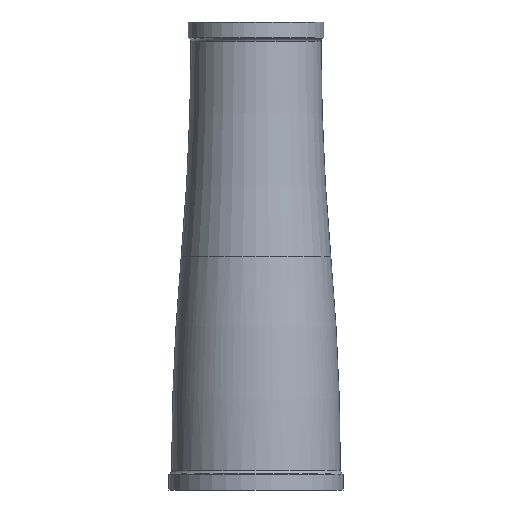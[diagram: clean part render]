
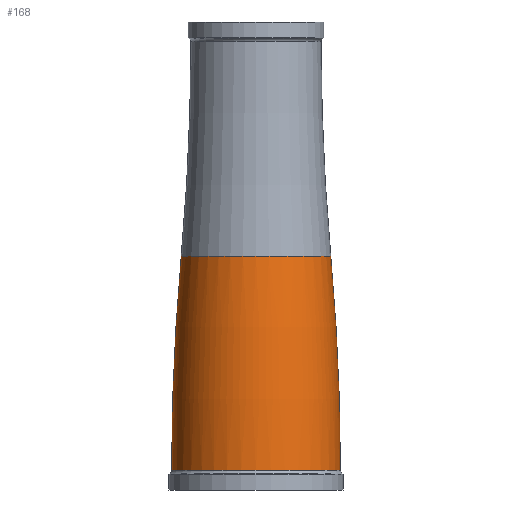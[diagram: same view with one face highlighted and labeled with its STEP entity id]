
A CAD part, left-side view. The second image highlights one B-rep face of the part: STEP entity #168.
In plain terms, the highlighted toroidal (fillet/blend) face has major radius 653.335 mm and minor radius 676.935 mm.
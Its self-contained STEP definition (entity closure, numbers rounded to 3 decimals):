
#31 = DIRECTION ( 'NONE',  ( -1., 0., 0. ) ) ;
#91 = DIRECTION ( 'NONE',  ( 0., 0., -1. ) ) ;
#136 = CARTESIAN_POINT ( 'NONE',  ( 0., 20.9, 0. ) ) ;
#140 = CARTESIAN_POINT ( 'NONE',  ( 0., 0., -60.4 ) ) ;
#160 = CIRCLE ( 'NONE', #794, 676.935 ) ;
#168 = ADVANCED_FACE ( 'NONE', ( #798 ), #598, .T. ) ;
#181 = DIRECTION ( 'NONE',  ( 0., 1., 0. ) ) ;
#337 = CARTESIAN_POINT ( 'NONE',  ( 0., 0., -59.901 ) ) ;
#343 = AXIS2_PLACEMENT_3D ( 'NONE', #926, #355, #181 ) ;
#355 = DIRECTION ( 'NONE',  ( 0., 0., -1. ) ) ;
#382 = EDGE_CURVE ( 'NONE', #727, #896, #524, .T. ) ;
#400 = VERTEX_POINT ( 'NONE', #760 ) ;
#474 = DIRECTION ( 'NONE',  ( 0., 0., -1. ) ) ;
#496 = CARTESIAN_POINT ( 'NONE',  ( 0., 653.335, -60.4 ) ) ;
#524 = CIRCLE ( 'NONE', #343, 20.9 ) ;
#525 = ORIENTED_EDGE ( 'NONE', *, *, #575, .T. ) ;
#575 = EDGE_CURVE ( 'NONE', #896, #400, #160, .T. ) ;
#585 = CARTESIAN_POINT ( 'NONE',  ( 0., -23.6, -59.901 ) ) ;
#598 = TOROIDAL_SURFACE ( 'NONE', #934, -653.335, 676.935 ) ;
#600 = CARTESIAN_POINT ( 'NONE',  ( 0., -20.9, 0. ) ) ;
#620 = EDGE_CURVE ( 'NONE', #727, #698, #773, .T. ) ;
#678 = DIRECTION ( 'NONE',  ( 1., 0., 0. ) ) ;
#697 = CARTESIAN_POINT ( 'NONE',  ( 0., -653.335, -60.4 ) ) ;
#698 = VERTEX_POINT ( 'NONE', #585 ) ;
#727 = VERTEX_POINT ( 'NONE', #600 ) ;
#760 = CARTESIAN_POINT ( 'NONE',  ( 0., 23.6, -59.901 ) ) ;
#773 = CIRCLE ( 'NONE', #913, 676.935 ) ;
#794 = AXIS2_PLACEMENT_3D ( 'NONE', #697, #31, #1031 ) ;
#798 = FACE_OUTER_BOUND ( 'NONE', #1079, .T. ) ;
#834 = ORIENTED_EDGE ( 'NONE', *, *, #620, .F. ) ;
#881 = DIRECTION ( 'NONE',  ( 0., 1., 0. ) ) ;
#892 = CIRCLE ( 'NONE', #975, 23.6 ) ;
#896 = VERTEX_POINT ( 'NONE', #136 ) ;
#913 = AXIS2_PLACEMENT_3D ( 'NONE', #496, #678, #936 ) ;
#918 = ORIENTED_EDGE ( 'NONE', *, *, #1025, .F. ) ;
#926 = CARTESIAN_POINT ( 'NONE',  ( 0., 0., 0. ) ) ;
#934 = AXIS2_PLACEMENT_3D ( 'NONE', #140, #474, #881 ) ;
#936 = DIRECTION ( 'NONE',  ( 0., 1., 0. ) ) ;
#968 = ORIENTED_EDGE ( 'NONE', *, *, #382, .T. ) ;
#975 = AXIS2_PLACEMENT_3D ( 'NONE', #337, #91, #1064 ) ;
#1025 = EDGE_CURVE ( 'NONE', #698, #400, #892, .T. ) ;
#1031 = DIRECTION ( 'NONE',  ( 0., 0., 1. ) ) ;
#1064 = DIRECTION ( 'NONE',  ( 0., 1., 0. ) ) ;
#1079 = EDGE_LOOP ( 'NONE', ( #834, #968, #525, #918 ) ) ;
